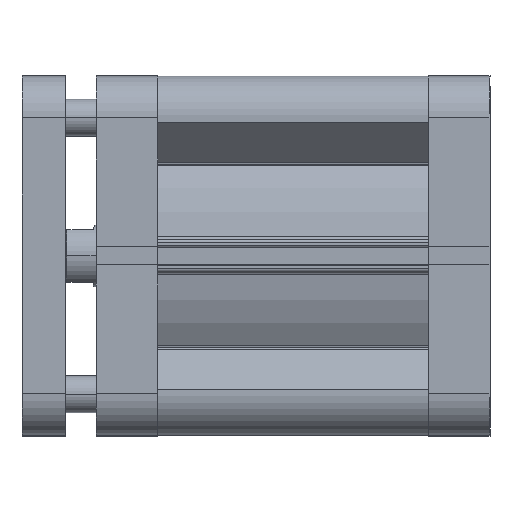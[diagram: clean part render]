
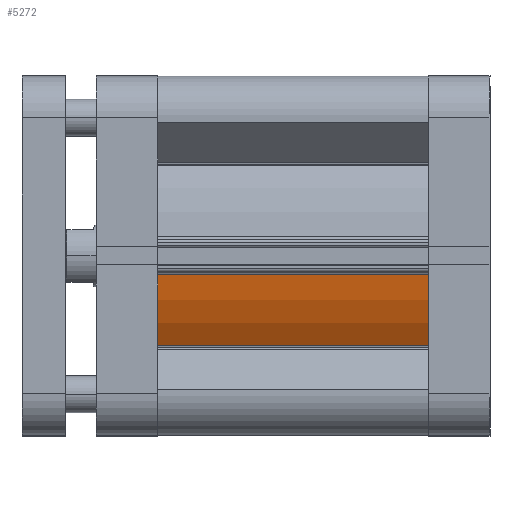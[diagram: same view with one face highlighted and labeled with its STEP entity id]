
A CAD part, top view. The second image highlights one B-rep face of the part: STEP entity #5272.
In plain terms, the highlighted cylindrical face has radius 53.5 mm (diameter 107 mm), a partial arc.
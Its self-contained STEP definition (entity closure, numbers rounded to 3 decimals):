
#837 = CARTESIAN_POINT ( 'NONE',  ( 53.147, -6.135, 87.5 ) ) ;
#838 = DIRECTION ( 'NONE',  ( 0., 0., 1. ) ) ;
#839 = CARTESIAN_POINT ( 'NONE',  ( 0., 0., 87.5 ) ) ;
#840 = DIRECTION ( 'NONE',  ( 0., 0., 1. ) ) ;
#841 = DIRECTION ( 'NONE',  ( 1., 0., 0. ) ) ;
#1048 = CARTESIAN_POINT ( 'NONE',  ( 0., 0., 0. ) ) ;
#1063 = DIRECTION ( 'NONE',  ( 0., 0., 1. ) ) ;
#1064 = DIRECTION ( 'NONE',  ( 1., 0., 0. ) ) ;
#1757 = EDGE_CURVE ( 'NONE', #5426, #5472, #4248, .T. ) ;
#1758 = EDGE_CURVE ( 'NONE', #5430, #5472, #4251, .T. ) ;
#1848 = EDGE_CURVE ( 'NONE', #5302, #5426, #4387, .T. ) ;
#2013 = EDGE_CURVE ( 'NONE', #5430, #5302, #4626, .T. ) ;
#3192 = AXIS2_PLACEMENT_3D ( 'NONE', #839, #840, #841 ) ;
#3240 = AXIS2_PLACEMENT_3D ( 'NONE', #1048, #1063, #1064 ) ;
#3706 = AXIS2_PLACEMENT_3D ( 'NONE', #8726, #8725, #8724 ) ;
#4248 = LINE ( 'NONE', #837, #4249 ) ;
#4249 = VECTOR ( 'NONE', #838, 1000. ) ;
#4251 = CIRCLE ( 'NONE', #3192, 53.5 ) ;
#4387 = CIRCLE ( 'NONE', #3240, 53.5 ) ;
#4626 = LINE ( 'NONE', #9960, #4636 ) ;
#4636 = VECTOR ( 'NONE', #9968, 1000. ) ;
#5272 = ADVANCED_FACE ( 'NONE', ( #11313 ), #11316, .T. ) ;
#5302 = VERTEX_POINT ( 'NONE', #8825 ) ;
#5426 = VERTEX_POINT ( 'NONE', #8951 ) ;
#5430 = VERTEX_POINT ( 'NONE', #8955 ) ;
#5472 = VERTEX_POINT ( 'NONE', #8997 ) ;
#6895 = EDGE_LOOP ( 'NONE', ( #7473, #7472, #7471, #7470 ) ) ;
#7470 = ORIENTED_EDGE ( 'NONE', *, *, #1757, .T. ) ;
#7471 = ORIENTED_EDGE ( 'NONE', *, *, #1848, .T. ) ;
#7472 = ORIENTED_EDGE ( 'NONE', *, *, #2013, .T. ) ;
#7473 = ORIENTED_EDGE ( 'NONE', *, *, #1758, .F. ) ;
#8724 = DIRECTION ( 'NONE',  ( -1., 0., 0. ) ) ;
#8725 = DIRECTION ( 'NONE',  ( 0., 0., -1. ) ) ;
#8726 = CARTESIAN_POINT ( 'NONE',  ( 0., 0., 87.5 ) ) ;
#8825 = CARTESIAN_POINT ( 'NONE',  ( 44.961, -28.996, 0. ) ) ;
#8951 = CARTESIAN_POINT ( 'NONE',  ( 53.147, -6.135, 0. ) ) ;
#8955 = CARTESIAN_POINT ( 'NONE',  ( 44.961, -28.996, 87.5 ) ) ;
#8997 = CARTESIAN_POINT ( 'NONE',  ( 53.147, -6.135, 87.5 ) ) ;
#9960 = CARTESIAN_POINT ( 'NONE',  ( 44.961, -28.996, 87.5 ) ) ;
#9968 = DIRECTION ( 'NONE',  ( 0., 0., -1. ) ) ;
#11313 = FACE_OUTER_BOUND ( 'NONE', #6895, .T. ) ;
#11316 = CYLINDRICAL_SURFACE ( 'NONE', #3706, 53.5 ) ;
